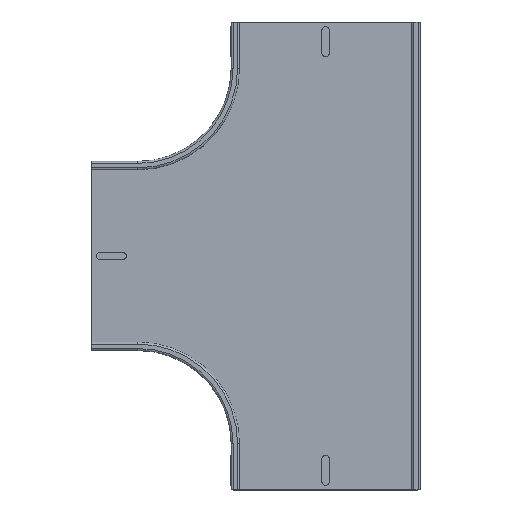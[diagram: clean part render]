
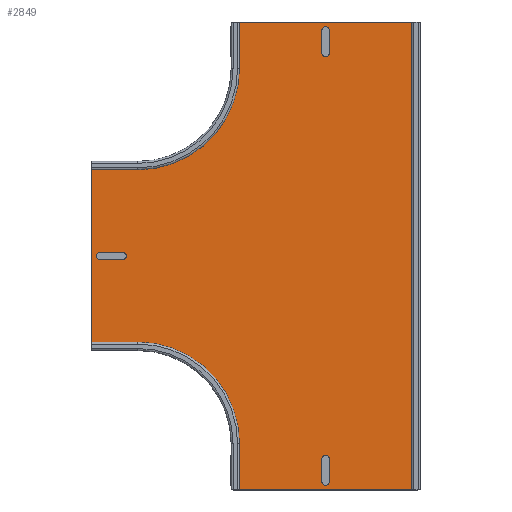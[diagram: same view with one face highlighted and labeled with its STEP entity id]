
A CAD part, top view. The second image highlights one B-rep face of the part: STEP entity #2849.
In plain terms, the highlighted planar face has unit normal (0, 0, 1).
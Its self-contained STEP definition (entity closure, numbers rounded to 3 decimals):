
#271=FACE_OUTER_BOUND('',#433,.T.);
#433=EDGE_LOOP('',(#2499,#2500,#2501,#2502,#2503,#2504,#2505,#2506,#2507,
#2508));
#560=CIRCLE('',#3085,102.6);
#642=CIRCLE('',#3228,102.6);
#759=LINE('',#4651,#993);
#762=LINE('',#4674,#996);
#832=LINE('',#4934,#1066);
#853=LINE('',#5011,#1087);
#855=LINE('',#5025,#1089);
#857=LINE('',#5029,#1091);
#858=LINE('',#5032,#1092);
#859=LINE('',#5033,#1093);
#993=VECTOR('',#3708,1.);
#996=VECTOR('',#3735,1.);
#1066=VECTOR('',#4029,1.);
#1087=VECTOR('',#4098,1.);
#1089=VECTOR('',#4120,1.);
#1091=VECTOR('',#4126,1.);
#1092=VECTOR('',#4129,1.);
#1093=VECTOR('',#4130,1.);
#1273=VERTEX_POINT('',#4647);
#1274=VERTEX_POINT('',#4649);
#1281=VERTEX_POINT('',#4668);
#1282=VERTEX_POINT('',#4672);
#1359=VERTEX_POINT('',#4932);
#1360=VERTEX_POINT('',#4933);
#1391=VERTEX_POINT('',#5008);
#1392=VERTEX_POINT('',#5010);
#1393=VERTEX_POINT('',#5015);
#1395=VERTEX_POINT('',#5031);
#1616=EDGE_CURVE('',#1273,#1274,#759,.T.);
#1625=EDGE_CURVE('',#1281,#1274,#560,.T.);
#1627=EDGE_CURVE('',#1281,#1282,#762,.T.);
#1756=EDGE_CURVE('',#1359,#1360,#832,.T.);
#1795=EDGE_CURVE('',#1391,#1392,#853,.T.);
#1799=EDGE_CURVE('',#1391,#1393,#642,.T.);
#1803=EDGE_CURVE('',#1359,#1393,#855,.T.);
#1805=EDGE_CURVE('',#1282,#1392,#857,.T.);
#1806=EDGE_CURVE('',#1395,#1360,#858,.T.);
#1807=EDGE_CURVE('',#1395,#1273,#859,.T.);
#2499=ORIENTED_EDGE('',*,*,#1806,.F.);
#2500=ORIENTED_EDGE('',*,*,#1807,.T.);
#2501=ORIENTED_EDGE('',*,*,#1616,.T.);
#2502=ORIENTED_EDGE('',*,*,#1625,.F.);
#2503=ORIENTED_EDGE('',*,*,#1627,.T.);
#2504=ORIENTED_EDGE('',*,*,#1805,.T.);
#2505=ORIENTED_EDGE('',*,*,#1795,.F.);
#2506=ORIENTED_EDGE('',*,*,#1799,.T.);
#2507=ORIENTED_EDGE('',*,*,#1803,.F.);
#2508=ORIENTED_EDGE('',*,*,#1756,.T.);
#2699=PLANE('',#3236);
#2849=ADVANCED_FACE('',(#271),#2699,.T.);
#3085=AXIS2_PLACEMENT_3D('',#4670,#3729,#3730);
#3228=AXIS2_PLACEMENT_3D('',#5017,#4107,#4108);
#3236=AXIS2_PLACEMENT_3D('',#5030,#4127,#4128);
#3708=DIRECTION('',(0.,-1.,0.));
#3729=DIRECTION('center_axis',(0.,0.,1.));
#3730=DIRECTION('ref_axis',(0.,-1.,0.));
#3735=DIRECTION('',(-1.,0.,0.));
#4029=DIRECTION('',(1.,0.,0.));
#4098=DIRECTION('',(-1.,0.,0.));
#4107=DIRECTION('center_axis',(0.,0.,-1.));
#4108=DIRECTION('ref_axis',(0.,1.,0.));
#4120=DIRECTION('',(0.,1.,0.));
#4126=DIRECTION('',(0.,-1.,0.));
#4127=DIRECTION('center_axis',(0.,0.,1.));
#4128=DIRECTION('ref_axis',(0.,1.,0.));
#4129=DIRECTION('',(0.,-1.,0.));
#4130=DIRECTION('',(-1.,0.,0.));
#4647=CARTESIAN_POINT('',(158.686,365.624,1.1));
#4649=CARTESIAN_POINT('',(158.686,316.324,1.1));
#4651=CARTESIAN_POINT('',(158.686,365.624,1.1));
#4668=CARTESIAN_POINT('',(56.086,213.724,1.1));
#4670=CARTESIAN_POINT('Origin',(56.086,316.324,1.1));
#4672=CARTESIAN_POINT('',(6.786,213.724,1.1));
#4674=CARTESIAN_POINT('',(56.086,213.724,1.1));
#4932=CARTESIAN_POINT('',(158.686,-135.376,1.1));
#4933=CARTESIAN_POINT('',(355.886,-135.376,1.1));
#4934=CARTESIAN_POINT('',(195.786,-135.376,1.1));
#5008=CARTESIAN_POINT('',(56.086,16.524,1.1));
#5010=CARTESIAN_POINT('',(6.786,16.524,1.1));
#5011=CARTESIAN_POINT('',(56.086,16.524,1.1));
#5015=CARTESIAN_POINT('',(158.686,-86.076,1.1));
#5017=CARTESIAN_POINT('Origin',(56.086,-86.076,1.1));
#5025=CARTESIAN_POINT('',(158.686,-135.376,1.1));
#5029=CARTESIAN_POINT('',(6.786,76.624,1.1));
#5030=CARTESIAN_POINT('Origin',(106.086,89.524,1.1));
#5031=CARTESIAN_POINT('',(355.886,365.624,1.1));
#5032=CARTESIAN_POINT('',(355.886,140.124,1.1));
#5033=CARTESIAN_POINT('',(282.286,365.624,1.1));
